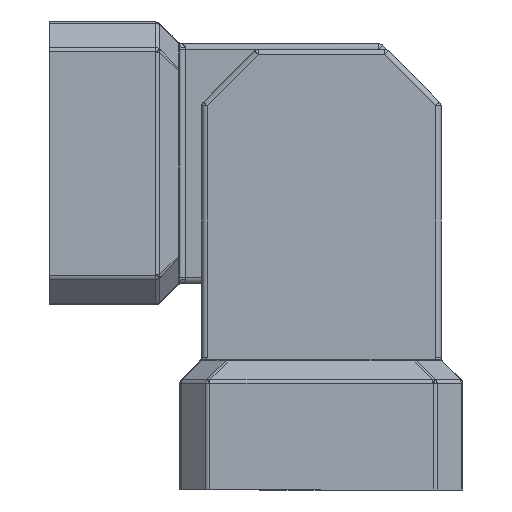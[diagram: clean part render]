
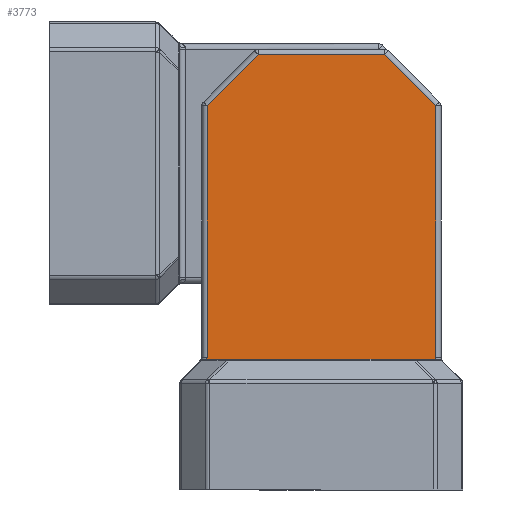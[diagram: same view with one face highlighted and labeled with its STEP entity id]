
A CAD part, left-side view. The second image highlights one B-rep face of the part: STEP entity #3773.
In plain terms, the highlighted planar face has unit normal (-1, 0, 0).
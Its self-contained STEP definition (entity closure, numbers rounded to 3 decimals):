
#102=PLANE('',#4162);
#259=LINE('',#6220,#509);
#268=LINE('',#6306,#518);
#272=LINE('',#6315,#522);
#276=LINE('',#6321,#526);
#284=LINE('',#6335,#534);
#290=LINE('',#6352,#540);
#509=VECTOR('',#4859,21.043);
#518=VECTOR('',#4954,23.086);
#522=VECTOR('',#4964,6.657);
#526=VECTOR('',#4972,11.586);
#534=VECTOR('',#4990,6.657);
#540=VECTOR('',#5008,23.086);
#912=FACE_OUTER_BOUND('',#1188,.T.);
#1188=EDGE_LOOP('',(#2908,#2909,#2910,#2911,#2912,#2913,#2914,#2915));
#1506=CIRCLE('',#4137,1.);
#1512=CIRCLE('',#4156,1.);
#1769=VERTEX_POINT('',#6208);
#1770=VERTEX_POINT('',#6219);
#1776=VERTEX_POINT('',#6260);
#1782=VERTEX_POINT('',#6274);
#1788=VERTEX_POINT('',#6288);
#1791=VERTEX_POINT('',#6295);
#1794=VERTEX_POINT('',#6302);
#1802=VERTEX_POINT('',#6350);
#2144=EDGE_CURVE('',#1770,#1769,#259,.T.);
#2176=EDGE_CURVE('',#1794,#1769,#1506,.T.);
#2177=EDGE_CURVE('',#1791,#1794,#268,.T.);
#2182=EDGE_CURVE('',#1788,#1791,#272,.T.);
#2186=EDGE_CURVE('',#1782,#1788,#276,.T.);
#2195=EDGE_CURVE('',#1776,#1782,#284,.T.);
#2204=EDGE_CURVE('',#1802,#1776,#290,.T.);
#2206=EDGE_CURVE('',#1770,#1802,#1512,.T.);
#2908=ORIENTED_EDGE('',*,*,#2176,.F.);
#2909=ORIENTED_EDGE('',*,*,#2177,.F.);
#2910=ORIENTED_EDGE('',*,*,#2182,.F.);
#2911=ORIENTED_EDGE('',*,*,#2186,.F.);
#2912=ORIENTED_EDGE('',*,*,#2195,.F.);
#2913=ORIENTED_EDGE('',*,*,#2204,.F.);
#2914=ORIENTED_EDGE('',*,*,#2206,.F.);
#2915=ORIENTED_EDGE('',*,*,#2144,.T.);
#3773=ADVANCED_FACE('',(#912),#102,.F.);
#4137=AXIS2_PLACEMENT_3D('',#6304,#4950,#4951);
#4156=AXIS2_PLACEMENT_3D('',#6355,#5012,#5013);
#4162=AXIS2_PLACEMENT_3D('',#6361,#5024,#5025);
#4859=DIRECTION('',(0.,-1.,0.));
#4950=DIRECTION('center_axis',(-1.,0.,0.));
#4951=DIRECTION('ref_axis',(0.,0.977,-0.212));
#4954=DIRECTION('',(0.,0.,-1.));
#4964=DIRECTION('',(0.,-0.707,-0.707));
#4972=DIRECTION('',(0.,-1.,0.));
#4990=DIRECTION('',(0.,-0.707,0.707));
#5008=DIRECTION('',(0.,0.,1.));
#5012=DIRECTION('center_axis',(-1.,0.,0.));
#5013=DIRECTION('ref_axis',(0.,-0.977,-0.212));
#5024=DIRECTION('center_axis',(1.,0.,0.));
#5025=DIRECTION('ref_axis',(0.,0.,-1.));
#6208=CARTESIAN_POINT('',(-35.5,-10.522,12.));
#6219=CARTESIAN_POINT('',(-35.5,10.522,12.));
#6220=CARTESIAN_POINT('',(-35.5,0.,12.));
#6260=CARTESIAN_POINT('',(-35.5,10.5,35.293));
#6274=CARTESIAN_POINT('',(-35.5,5.793,40.));
#6288=CARTESIAN_POINT('',(-35.5,-5.793,40.));
#6295=CARTESIAN_POINT('',(-35.5,-10.5,35.293));
#6302=CARTESIAN_POINT('',(-35.5,-10.5,12.207));
#6304=CARTESIAN_POINT('Origin',(-35.5,-11.5,12.207));
#6306=CARTESIAN_POINT('',(-35.5,-10.5,30.382));
#6315=CARTESIAN_POINT('',(-35.5,-7.955,37.837));
#6321=CARTESIAN_POINT('',(-35.5,3.,40.));
#6335=CARTESIAN_POINT('',(-35.5,10.455,35.337));
#6350=CARTESIAN_POINT('',(-35.5,10.5,12.207));
#6352=CARTESIAN_POINT('',(-35.5,10.5,18.632));
#6355=CARTESIAN_POINT('Origin',(-35.5,11.5,12.207));
#6361=CARTESIAN_POINT('Origin',(-35.5,0.,25.264));
